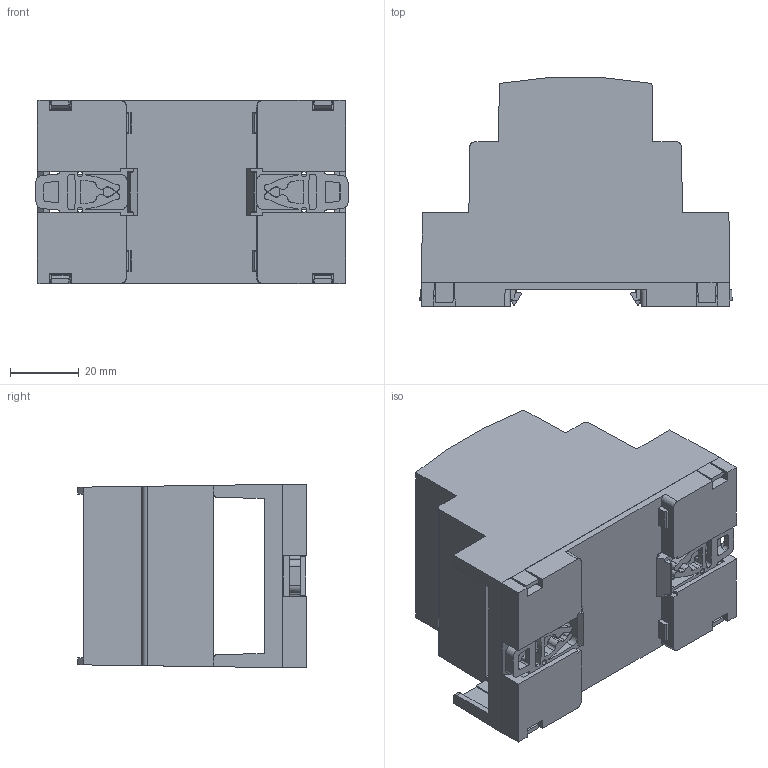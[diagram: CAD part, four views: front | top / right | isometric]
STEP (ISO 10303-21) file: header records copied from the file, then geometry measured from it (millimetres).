
FILE_DESCRIPTION (( 'STEP AP203' ), '1' );
FILE_NAME ('ZD1003.STEP', '2024-11-27T07:53:13', ( '' ), ( '' ), 'SwSTEP 2.0', 'SolidWorks 2015', '' );
FILE_SCHEMA (( 'CONFIG_CONTROL_DESIGN' ));
Length unit declared in the file: millimetre
Products named in the file (4): ZD1003; Sp_X_F3d 3M new x1,005; ZD1005_Hook; ZD1003_Korpus
Assembly tree (4 placements, depth 2):
  ZD1003
    Sp_X_F3d 3M new x1,005
    ZD1005_Hook  x2
    ZD1003_Korpus
Bounding box: 91.08 x 66.78 x 53.5 mm (x, y, z)
Volume: 33787.1 mm3; surface area: 46063.9 mm2
Topology: 4 solids, 4 shells, 589 faces, 1674 edges, 1090 vertices
Faces by surface type: plane 387, cylinder 120, cone 42, bspline 32, sphere 8
Entity records: 16207 total; most frequent: CARTESIAN_POINT 3745, ORIENTED_EDGE 2706, DIRECTION 2247, EDGE_CURVE 1353, VECTOR 1055, LINE 1055, VERTEX_POINT 878, AXIS2_PLACEMENT_3D 596
